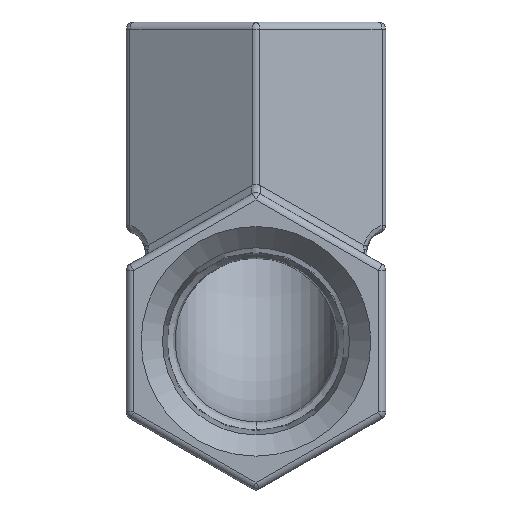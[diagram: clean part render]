
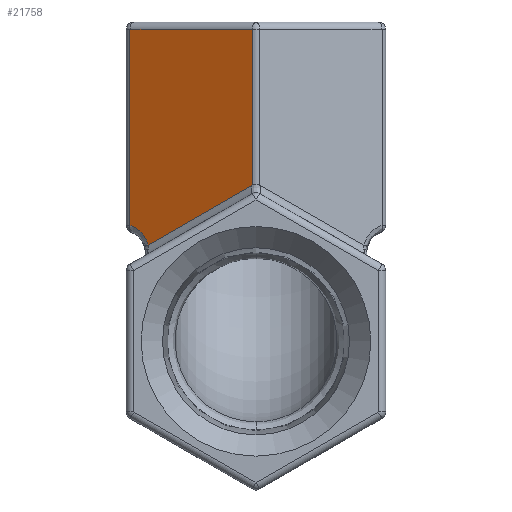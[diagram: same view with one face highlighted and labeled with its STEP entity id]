
A CAD part, front view. The second image highlights one B-rep face of the part: STEP entity #21758.
In plain terms, the highlighted planar face has unit normal (-0.5, -0.866, 0).
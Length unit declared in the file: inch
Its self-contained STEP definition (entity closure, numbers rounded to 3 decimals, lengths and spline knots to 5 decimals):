
#50=ELLIPSE('',#22752,0.19846,0.17188);
#2375=LINE('',#37475,#4599);
#2382=LINE('',#37511,#4606);
#2442=LINE('',#38297,#4666);
#2444=LINE('',#38337,#4668);
#4599=VECTOR('',#26486,0.3937);
#4606=VECTOR('',#26535,0.3937);
#4666=VECTOR('',#26881,0.3937);
#4668=VECTOR('',#26895,0.3937);
#5390=PLANE('',#22751);
#6554=FACE_OUTER_BOUND('',#7849,.T.);
#7849=EDGE_LOOP('',(#20067,#20068,#20069,#20070,#20071));
#10709=VERTEX_POINT('',#37469);
#10711=VERTEX_POINT('',#37473);
#10719=VERTEX_POINT('',#37509);
#10806=VERTEX_POINT('',#38296);
#10808=VERTEX_POINT('',#38336);
#13717=EDGE_CURVE('',#10711,#10709,#2375,.T.);
#13736=EDGE_CURVE('',#10719,#10711,#2382,.T.);
#13904=EDGE_CURVE('',#10709,#10806,#2442,.T.);
#13910=EDGE_CURVE('',#10806,#10808,#2444,.T.);
#13914=EDGE_CURVE('',#10808,#10719,#50,.T.);
#20067=ORIENTED_EDGE('',*,*,#13717,.F.);
#20068=ORIENTED_EDGE('',*,*,#13736,.F.);
#20069=ORIENTED_EDGE('',*,*,#13914,.F.);
#20070=ORIENTED_EDGE('',*,*,#13910,.F.);
#20071=ORIENTED_EDGE('',*,*,#13904,.F.);
#21758=ADVANCED_FACE('',(#6554),#5390,.T.);
#22751=AXIS2_PLACEMENT_3D('',#38349,#26898,#26899);
#22752=AXIS2_PLACEMENT_3D('',#38350,#26900,#26901);
#26486=DIRECTION('',(0.866,-0.5,0.));
#26535=DIRECTION('',(0.,0.,1.));
#26881=DIRECTION('',(0.,0.,-1.));
#26895=DIRECTION('',(-0.775,0.447,-0.447));
#26898=DIRECTION('center_axis',(-0.5,-0.866,0.));
#26899=DIRECTION('ref_axis',(0.,0.,1.));
#26900=DIRECTION('center_axis',(-0.5,-0.866,0.));
#26901=DIRECTION('ref_axis',(0.866,-0.5,0.));
#37469=CARTESIAN_POINT('',(-0.02344,-0.39411,1.42188));
#37473=CARTESIAN_POINT('',(-0.78906,0.04793,1.42188));
#37475=CARTESIAN_POINT('',(-0.55013,-0.09002,1.42188));
#37509=CARTESIAN_POINT('',(-0.78906,0.04793,0.19463));
#37511=CARTESIAN_POINT('',(-0.78906,0.04793,0.8125));
#38296=CARTESIAN_POINT('',(-0.02344,-0.39411,0.44823));
#38297=CARTESIAN_POINT('',(-0.02344,-0.39411,0.15625));
#38336=CARTESIAN_POINT('',(-0.67542,-0.01769,0.07181));
#38337=CARTESIAN_POINT('',(-0.5576,-0.08571,0.13983));
#38349=CARTESIAN_POINT('Origin',(-0.694,-0.00696,0.15625));
#38350=CARTESIAN_POINT('Origin',(-0.84244,0.07874,0.03125));
